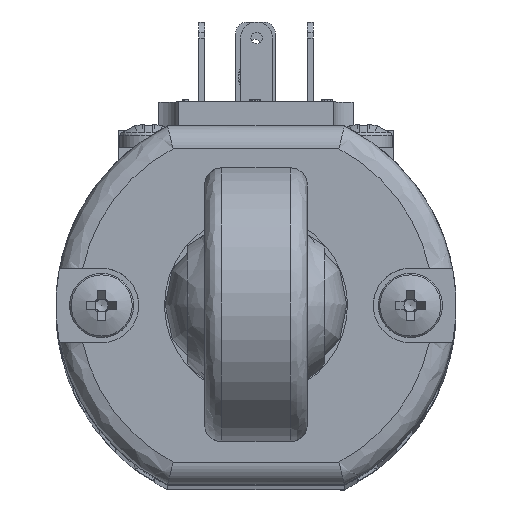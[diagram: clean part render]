
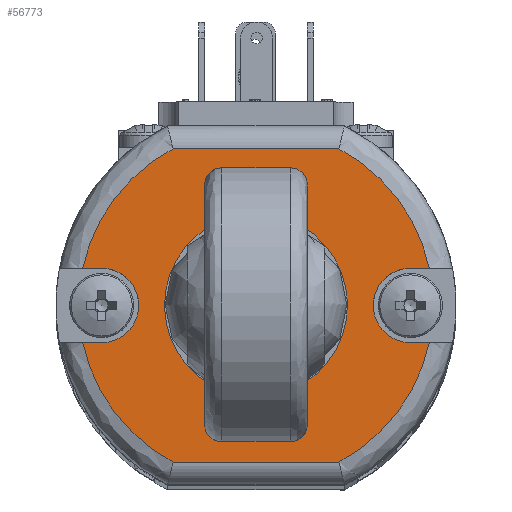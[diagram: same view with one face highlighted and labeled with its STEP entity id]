
A CAD part, top view. The second image highlights one B-rep face of the part: STEP entity #56773.
In plain terms, the highlighted planar face has unit normal (0, 0, 1).
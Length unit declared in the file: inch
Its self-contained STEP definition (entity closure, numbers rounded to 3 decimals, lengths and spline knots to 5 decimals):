
#1592 = CARTESIAN_POINT ( 'NONE',  ( 0.5315, 0.12795, 9.01575 ) ) ;
#1937 = CARTESIAN_POINT ( 'NONE',  ( -0.59667, 0.12795, 9.01575 ) ) ;
#2540 = VERTEX_POINT ( 'NONE', #21465 ) ;
#2770 = DIRECTION ( 'NONE',  ( 1., 0., 0. ) ) ;
#4554 = CARTESIAN_POINT ( 'NONE',  ( -0.5315, 0.12795, 9.01575 ) ) ;
#5173 = CARTESIAN_POINT ( 'NONE',  ( 0.28543, -0.53937, 9.01575 ) ) ;
#5580 = CARTESIAN_POINT ( 'NONE',  ( 0.5315, 0.12795, 9.01575 ) ) ;
#5658 = CARTESIAN_POINT ( 'NONE',  ( 0.59667, -0.12795, 9.01575 ) ) ;
#6239 = CARTESIAN_POINT ( 'NONE',  ( -0.59667, 0.12795, 9.01575 ) ) ;
#7061 = DIRECTION ( 'NONE',  ( -1., 0., 0. ) ) ;
#7101 = CARTESIAN_POINT ( 'NONE',  ( -0.28543, -0.53937, 9.01575 ) ) ;
#8325 = CARTESIAN_POINT ( 'NONE',  ( 0.30435, 0.53937, 9.01575 ) ) ;
#8610 = EDGE_CURVE ( 'NONE', #37553, #64617, #47738, .T. ) ;
#8973 = ORIENTED_EDGE ( 'NONE', *, *, #31640, .F. ) ;
#8977 = CARTESIAN_POINT ( 'NONE',  ( 0., 0., 9.01575 ) ) ;
#9294 = EDGE_CURVE ( 'NONE', #53565, #36324, #12623, .T. ) ;
#9641 = CARTESIAN_POINT ( 'NONE',  ( 0.59667, 0.12795, 9.01575 ) ) ;
#10208 = VERTEX_POINT ( 'NONE', #39172 ) ;
#10806 = EDGE_CURVE ( 'NONE', #37002, #2540, #61428, .T. ) ;
#11047 = VECTOR ( 'NONE', #2770, 39.37008 ) ;
#11279 = VERTEX_POINT ( 'NONE', #38710 ) ;
#12623 =( BOUNDED_CURVE ( )  B_SPLINE_CURVE ( 3, ( #41995, #23265, #48874, #14007 ),
 .UNSPECIFIED., .F., .F. ) 
 B_SPLINE_CURVE_WITH_KNOTS ( ( 4, 4 ),
 ( 0., 1. ),
 .UNSPECIFIED. ) 
 CURVE ( )  GEOMETRIC_REPRESENTATION_ITEM ( )  RATIONAL_B_SPLINE_CURVE ( ( 1., 0.938, 0.938, 1. ) ) 
 REPRESENTATION_ITEM ( '' )  );
#13213 = ORIENTED_EDGE ( 'NONE', *, *, #50444, .F. ) ;
#13714 = CARTESIAN_POINT ( 'NONE',  ( -0.5315, 0., 9.01575 ) ) ;
#14007 = CARTESIAN_POINT ( 'NONE',  ( 0.28543, -0.53937, 9.01575 ) ) ;
#14388 = LINE ( 'NONE', #4554, #19378 ) ;
#14896 = EDGE_CURVE ( 'NONE', #37553, #35709, #33458, .T. ) ;
#15153 = DIRECTION ( 'NONE',  ( -1., 0., 0. ) ) ;
#15162 = ORIENTED_EDGE ( 'NONE', *, *, #60227, .F. ) ;
#15779 = PLANE ( 'NONE',  #50879 ) ;
#16042 = EDGE_CURVE ( 'NONE', #10208, #10208, #60918, .T. ) ;
#16153 = ORIENTED_EDGE ( 'NONE', *, *, #26440, .T. ) ;
#16312 = VECTOR ( 'NONE', #7061, 39.37008 ) ;
#17238 = CARTESIAN_POINT ( 'NONE',  ( -0.55821, -0.3073, 9.01575 ) ) ;
#18583 = CARTESIAN_POINT ( 'NONE',  ( -0.28543, -0.53937, 9.01575 ) ) ;
#19378 = VECTOR ( 'NONE', #49917, 39.37008 ) ;
#19626 = ORIENTED_EDGE ( 'NONE', *, *, #14896, .F. ) ;
#19832 = CARTESIAN_POINT ( 'NONE',  ( 0.28543, 0.53937, 9.01575 ) ) ;
#20436 = CARTESIAN_POINT ( 'NONE',  ( 0.5315, 0., 9.01575 ) ) ;
#21100 = CARTESIAN_POINT ( 'NONE',  ( 0.76257, -0.12795, 9.01575 ) ) ;
#21465 = CARTESIAN_POINT ( 'NONE',  ( 0.59667, 0.12795, 9.01575 ) ) ;
#21987 = CARTESIAN_POINT ( 'NONE',  ( -0.55821, 0.3073, 9.01575 ) ) ;
#22122 = DIRECTION ( 'NONE',  ( -1., 0., 0. ) ) ;
#23265 = CARTESIAN_POINT ( 'NONE',  ( 0.55821, -0.3073, 9.01575 ) ) ;
#23430 = CARTESIAN_POINT ( 'NONE',  ( -0.5315, 0.12795, 9.01575 ) ) ;
#26009 = FACE_OUTER_BOUND ( 'NONE', #35062, .T. ) ;
#26440 = EDGE_CURVE ( 'NONE', #62931, #2540, #50586, .T. ) ;
#26682 = ORIENTED_EDGE ( 'NONE', *, *, #49863, .F. ) ;
#27338 = DIRECTION ( 'NONE',  ( -1., 0., 0. ) ) ;
#27413 = AXIS2_PLACEMENT_3D ( 'NONE', #8977, #49097, #59271 ) ;
#29147 = EDGE_LOOP ( 'NONE', ( #44206 ) ) ;
#30365 =( BOUNDED_CURVE ( )  B_SPLINE_CURVE ( 3, ( #7101, #47203, #17238, #51478 ),
 .UNSPECIFIED., .F., .F. ) 
 B_SPLINE_CURVE_WITH_KNOTS ( ( 4, 4 ),
 ( 0., 1. ),
 .UNSPECIFIED. ) 
 CURVE ( )  GEOMETRIC_REPRESENTATION_ITEM ( )  RATIONAL_B_SPLINE_CURVE ( ( 1., 0.938, 0.938, 1. ) ) 
 REPRESENTATION_ITEM ( '' )  );
#31334 = ORIENTED_EDGE ( 'NONE', *, *, #8610, .T. ) ;
#31640 = EDGE_CURVE ( 'NONE', #45454, #64617, #30365, .T. ) ;
#31651 = VERTEX_POINT ( 'NONE', #36401 ) ;
#32103 = CARTESIAN_POINT ( 'NONE',  ( 0.30435, -0.53937, 9.01575 ) ) ;
#32540 = CARTESIAN_POINT ( 'NONE',  ( -0.28543, 0.53937, 9.01575 ) ) ;
#33458 = CIRCLE ( 'NONE', #64933, 0.12795 ) ;
#34794 = ORIENTED_EDGE ( 'NONE', *, *, #38338, .T. ) ;
#34842 = CIRCLE ( 'NONE', #38995, 0.12795 ) ;
#35062 = EDGE_LOOP ( 'NONE', ( #34794, #13213, #16153, #60365, #15162, #26682, #47093, #19626, #31334, #8973, #38084, #37923 ) ) ;
#35709 = VERTEX_POINT ( 'NONE', #23430 ) ;
#35890 = CARTESIAN_POINT ( 'NONE',  ( 0., 0., 9.01575 ) ) ;
#35918 = LINE ( 'NONE', #21100, #38684 ) ;
#36324 = VERTEX_POINT ( 'NONE', #5173 ) ;
#36401 = CARTESIAN_POINT ( 'NONE',  ( -0.28543, 0.53937, 9.01575 ) ) ;
#37002 = VERTEX_POINT ( 'NONE', #51895 ) ;
#37447 = CARTESIAN_POINT ( 'NONE',  ( -0.44755, 0.45358, 9.01575 ) ) ;
#37553 = VERTEX_POINT ( 'NONE', #49073 ) ;
#37923 = ORIENTED_EDGE ( 'NONE', *, *, #9294, .F. ) ;
#38084 = ORIENTED_EDGE ( 'NONE', *, *, #60147, .F. ) ;
#38338 = EDGE_CURVE ( 'NONE', #53565, #11279, #35918, .T. ) ;
#38402 = CARTESIAN_POINT ( 'NONE',  ( -0.59667, -0.12795, 9.01575 ) ) ;
#38529 = VERTEX_POINT ( 'NONE', #6239 ) ;
#38684 = VECTOR ( 'NONE', #15153, 39.37008 ) ;
#38710 = CARTESIAN_POINT ( 'NONE',  ( 0.5315, -0.12795, 9.01575 ) ) ;
#38995 = AXIS2_PLACEMENT_3D ( 'NONE', #20436, #50679, #40489 ) ;
#39105 = DIRECTION ( 'NONE',  ( 1., 0., 0. ) ) ;
#39172 = CARTESIAN_POINT ( 'NONE',  ( 0.25591, 0., 9.01575 ) ) ;
#39265 = CARTESIAN_POINT ( 'NONE',  ( 0.55821, 0.3073, 9.01575 ) ) ;
#40489 = DIRECTION ( 'NONE',  ( 1., 0., 0. ) ) ;
#40596 = VECTOR ( 'NONE', #39105, 39.37008 ) ;
#41562 = LINE ( 'NONE', #32103, #16312 ) ;
#41995 = CARTESIAN_POINT ( 'NONE',  ( 0.59667, -0.12795, 9.01575 ) ) ;
#44206 = ORIENTED_EDGE ( 'NONE', *, *, #16042, .T. ) ;
#45383 = FACE_BOUND ( 'NONE', #29147, .T. ) ;
#45454 = VERTEX_POINT ( 'NONE', #18583 ) ;
#47093 = ORIENTED_EDGE ( 'NONE', *, *, #60025, .T. ) ;
#47203 = CARTESIAN_POINT ( 'NONE',  ( -0.44755, -0.45358, 9.01575 ) ) ;
#47412 = CARTESIAN_POINT ( 'NONE',  ( -0.76257, -0.12795, 9.01575 ) ) ;
#47738 = LINE ( 'NONE', #47412, #57822 ) ;
#48568 = DIRECTION ( 'NONE',  ( 1., 0., 0. ) ) ;
#48874 = CARTESIAN_POINT ( 'NONE',  ( 0.44755, -0.45358, 9.01575 ) ) ;
#49073 = CARTESIAN_POINT ( 'NONE',  ( -0.5315, -0.12795, 9.01575 ) ) ;
#49097 = DIRECTION ( 'NONE',  ( 0., 0., -1. ) ) ;
#49863 = EDGE_CURVE ( 'NONE', #38529, #31651, #61046, .T. ) ;
#49917 = DIRECTION ( 'NONE',  ( 1., 0., 0. ) ) ;
#50444 = EDGE_CURVE ( 'NONE', #62931, #11279, #34842, .T. ) ;
#50586 = LINE ( 'NONE', #5580, #40596 ) ;
#50679 = DIRECTION ( 'NONE',  ( 0., 0., 1. ) ) ;
#50879 = AXIS2_PLACEMENT_3D ( 'NONE', #35890, #58482, #27338 ) ;
#51478 = CARTESIAN_POINT ( 'NONE',  ( -0.59667, -0.12795, 9.01575 ) ) ;
#51895 = CARTESIAN_POINT ( 'NONE',  ( 0.28543, 0.53937, 9.01575 ) ) ;
#53565 = VERTEX_POINT ( 'NONE', #5658 ) ;
#54369 = CARTESIAN_POINT ( 'NONE',  ( 0.44755, 0.45358, 9.01575 ) ) ;
#56773 = ADVANCED_FACE ( 'NONE', ( #45383, #26009 ), #15779, .F. ) ;
#57822 = VECTOR ( 'NONE', #22122, 39.37008 ) ;
#57977 = LINE ( 'NONE', #8325, #11047 ) ;
#58482 = DIRECTION ( 'NONE',  ( 0., 0., -1. ) ) ;
#59271 = DIRECTION ( 'NONE',  ( 1., 0., 0. ) ) ;
#60025 = EDGE_CURVE ( 'NONE', #38529, #35709, #14388, .T. ) ;
#60147 = EDGE_CURVE ( 'NONE', #36324, #45454, #41562, .T. ) ;
#60227 = EDGE_CURVE ( 'NONE', #31651, #37002, #57977, .T. ) ;
#60305 = DIRECTION ( 'NONE',  ( 0., 0., 1. ) ) ;
#60365 = ORIENTED_EDGE ( 'NONE', *, *, #10806, .F. ) ;
#60918 = CIRCLE ( 'NONE', #27413, 0.25591 ) ;
#61046 =( BOUNDED_CURVE ( )  B_SPLINE_CURVE ( 3, ( #1937, #21987, #37447, #32540 ),
 .UNSPECIFIED., .F., .F. ) 
 B_SPLINE_CURVE_WITH_KNOTS ( ( 4, 4 ),
 ( 0., 1. ),
 .UNSPECIFIED. ) 
 CURVE ( )  GEOMETRIC_REPRESENTATION_ITEM ( )  RATIONAL_B_SPLINE_CURVE ( ( 1., 0.938, 0.938, 1. ) ) 
 REPRESENTATION_ITEM ( '' )  );
#61428 =( BOUNDED_CURVE ( )  B_SPLINE_CURVE ( 3, ( #19832, #54369, #39265, #9641 ),
 .UNSPECIFIED., .F., .F. ) 
 B_SPLINE_CURVE_WITH_KNOTS ( ( 4, 4 ),
 ( 0., 1. ),
 .UNSPECIFIED. ) 
 CURVE ( )  GEOMETRIC_REPRESENTATION_ITEM ( )  RATIONAL_B_SPLINE_CURVE ( ( 1., 0.938, 0.938, 1. ) ) 
 REPRESENTATION_ITEM ( '' )  );
#62931 = VERTEX_POINT ( 'NONE', #1592 ) ;
#64617 = VERTEX_POINT ( 'NONE', #38402 ) ;
#64933 = AXIS2_PLACEMENT_3D ( 'NONE', #13714, #60305, #48568 ) ;
